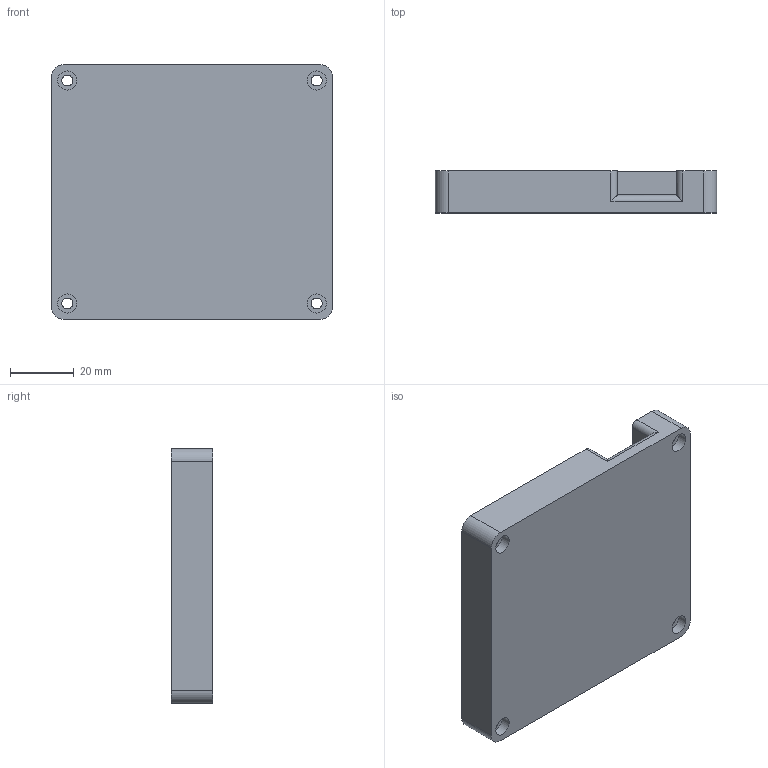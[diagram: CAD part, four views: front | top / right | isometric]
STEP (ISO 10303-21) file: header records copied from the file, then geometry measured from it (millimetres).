
FILE_DESCRIPTION(/* description */ (''),/* implementation_level */ '2;1');
FILE_NAME(/* name */ 'HACKPAD COVER.step',/* time_stamp */ '2025-11-21T18:07:33+05:30',/* author */ (''),/* organization */ (''),/* preprocessor_version */ 'ST-DEVELOPER v20.1',/* originating_system */ 'Autodesk Translation Framework v14.21.0.0',/* authorisation */ '');
FILE_SCHEMA (('AUTOMOTIVE_DESIGN { 1 0 10303 214 3 1 1 }'));
Length unit declared in the file: millimetre
Products named in the file (2): HACKPAD; jj's hackpad
Bounding box: 87.94 x 13 x 79.69 mm (x, y, z)
Volume: 47028.6 mm3; surface area: 21270.9 mm2
Topology: 1 solids, 1 shells, 33 faces, 79 edges, 52 vertices
Faces by surface type: plane 18, cylinder 15
Full cylindrical faces by diameter (mm): 3.4 x4, 6 x4
Entity records: 1034 total; most frequent: DIRECTION 179, CARTESIAN_POINT 167, ORIENTED_EDGE 158, EDGE_CURVE 79, AXIS2_PLACEMENT_3D 64, VERTEX_POINT 52, LINE 51, VECTOR 51
